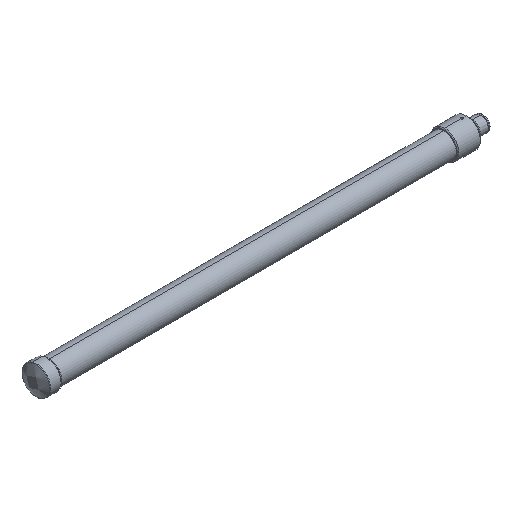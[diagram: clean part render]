
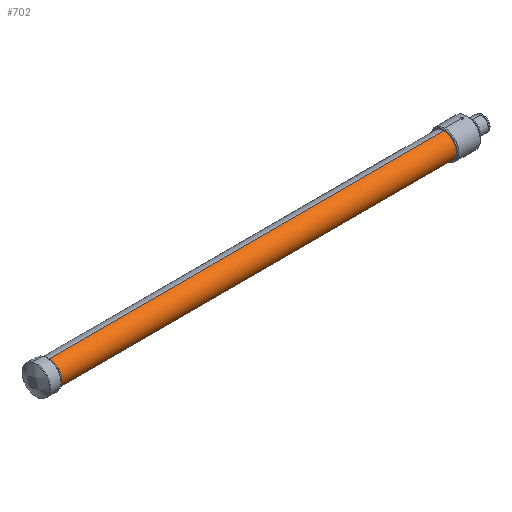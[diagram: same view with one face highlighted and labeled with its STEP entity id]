
A CAD part, isometric view. The second image highlights one B-rep face of the part: STEP entity #702.
In plain terms, the highlighted cylindrical face has radius 16 mm (diameter 32 mm), a partial arc.
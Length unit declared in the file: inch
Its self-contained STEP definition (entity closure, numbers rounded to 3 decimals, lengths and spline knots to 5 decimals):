
#702 = ADVANCED_FACE ( 'NONE', ( #1786 ), #6664, .T. ) ;
#1214 = CARTESIAN_POINT ( 'NONE',  ( 87.68786, 24.43047, -0.44441 ) ) ;
#1488 = VECTOR ( 'NONE', #4837, 39.37008 ) ;
#1693 = LINE ( 'NONE', #10055, #3161 ) ;
#1757 = VERTEX_POINT ( 'NONE', #1214 ) ;
#1786 = FACE_OUTER_BOUND ( 'NONE', #3105, .T. ) ;
#3092 = ORIENTED_EDGE ( 'NONE', *, *, #7772, .T. ) ;
#3105 = EDGE_LOOP ( 'NONE', ( #5961, #14609, #3092, #6888 ) ) ;
#3161 = VECTOR ( 'NONE', #12478, 39.37008 ) ;
#3583 = CARTESIAN_POINT ( 'NONE',  ( 87.05793, 24.43047, -0.44441 ) ) ;
#4567 = EDGE_CURVE ( 'NONE', #6659, #1757, #13953, .T. ) ;
#4709 = VERTEX_POINT ( 'NONE', #11635 ) ;
#4837 = DIRECTION ( 'NONE',  ( 0., 0., 1. ) ) ;
#5961 = ORIENTED_EDGE ( 'NONE', *, *, #10677, .F. ) ;
#6117 = DIRECTION ( 'NONE',  ( 0., 0., 1. ) ) ;
#6518 = CIRCLE ( 'NONE', #13189, 0.62992 ) ;
#6659 = VERTEX_POINT ( 'NONE', #12629 ) ;
#6664 = CYLINDRICAL_SURFACE ( 'NONE', #6962, 0.62992 ) ;
#6888 = ORIENTED_EDGE ( 'NONE', *, *, #4567, .F. ) ;
#6962 = AXIS2_PLACEMENT_3D ( 'NONE', #8472, #6117, #9733 ) ;
#7296 = DIRECTION ( 'NONE',  ( 0., 0., 1. ) ) ;
#7440 = VERTEX_POINT ( 'NONE', #11939 ) ;
#7772 = EDGE_CURVE ( 'NONE', #7440, #1757, #1693, .T. ) ;
#8453 = DIRECTION ( 'NONE',  ( 1., 0., 0. ) ) ;
#8472 = CARTESIAN_POINT ( 'NONE',  ( 87.05793, 24.43047, -22.09795 ) ) ;
#8496 = CARTESIAN_POINT ( 'NONE',  ( 87.05793, 24.43047, -22.09795 ) ) ;
#9042 = LINE ( 'NONE', #14198, #1488 ) ;
#9733 = DIRECTION ( 'NONE',  ( 1., 0., 0. ) ) ;
#9774 = AXIS2_PLACEMENT_3D ( 'NONE', #3583, #13880, #14070 ) ;
#10055 = CARTESIAN_POINT ( 'NONE',  ( 87.68786, 24.43047, -22.09795 ) ) ;
#10677 = EDGE_CURVE ( 'NONE', #4709, #6659, #9042, .T. ) ;
#11635 = CARTESIAN_POINT ( 'NONE',  ( 86.42801, 24.43047, -22.09795 ) ) ;
#11939 = CARTESIAN_POINT ( 'NONE',  ( 87.68786, 24.43047, -22.09795 ) ) ;
#12336 = EDGE_CURVE ( 'NONE', #4709, #7440, #6518, .T. ) ;
#12478 = DIRECTION ( 'NONE',  ( 0., 0., 1. ) ) ;
#12629 = CARTESIAN_POINT ( 'NONE',  ( 86.42801, 24.43047, -0.44441 ) ) ;
#13189 = AXIS2_PLACEMENT_3D ( 'NONE', #8496, #7296, #8453 ) ;
#13880 = DIRECTION ( 'NONE',  ( 0., 0., 1. ) ) ;
#13953 = CIRCLE ( 'NONE', #9774, 0.62992 ) ;
#14070 = DIRECTION ( 'NONE',  ( 1., 0., 0. ) ) ;
#14198 = CARTESIAN_POINT ( 'NONE',  ( 86.42801, 24.43047, -22.09795 ) ) ;
#14609 = ORIENTED_EDGE ( 'NONE', *, *, #12336, .T. ) ;
